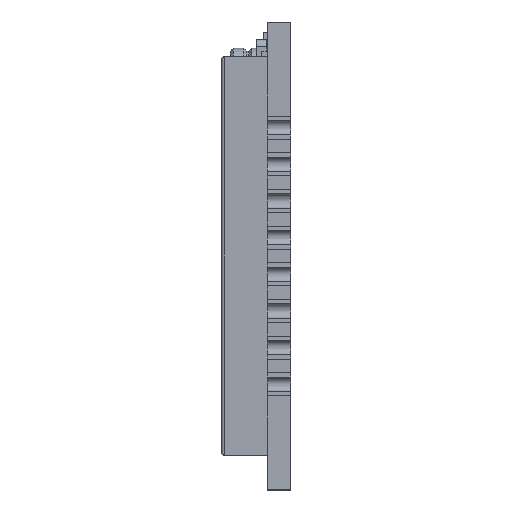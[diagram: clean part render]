
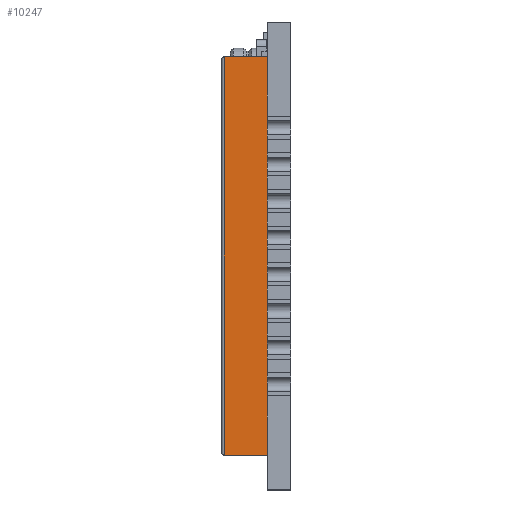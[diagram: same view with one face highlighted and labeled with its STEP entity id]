
A CAD part, left-side view. The second image highlights one B-rep face of the part: STEP entity #10247.
In plain terms, the highlighted planar face has unit normal (-1, 0, 0).
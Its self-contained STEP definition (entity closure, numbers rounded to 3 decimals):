
#128 = CARTESIAN_POINT ( 'NONE',  ( -10.2, 2.3, 6.9 ) ) ;
#453 = ORIENTED_EDGE ( 'NONE', *, *, #16622, .T. ) ;
#1294 = CARTESIAN_POINT ( 'NONE',  ( -10.2, 2.4, 6.9 ) ) ;
#2192 = EDGE_CURVE ( 'NONE', #17422, #8353, #17400, .T. ) ;
#3212 = VECTOR ( 'NONE', #16026, 1000. ) ;
#3957 = ORIENTED_EDGE ( 'NONE', *, *, #14903, .F. ) ;
#4855 = ORIENTED_EDGE ( 'NONE', *, *, #15871, .T. ) ;
#5093 = CARTESIAN_POINT ( 'NONE',  ( -10.2, 2.3, 6.9 ) ) ;
#6292 = CARTESIAN_POINT ( 'NONE',  ( -10.2, 0.8, 6.9 ) ) ;
#6596 = CARTESIAN_POINT ( 'NONE',  ( -10.2, 0.8, 6.9 ) ) ;
#6976 = AXIS2_PLACEMENT_3D ( 'NONE', #1294, #13646, #8349 ) ;
#7096 = LINE ( 'NONE', #7175, #17348 ) ;
#7175 = CARTESIAN_POINT ( 'NONE',  ( -10.2, 2.4, 6.9 ) ) ;
#7557 = CARTESIAN_POINT ( 'NONE',  ( -10.2, 0.8, -6.9 ) ) ;
#7802 = LINE ( 'NONE', #6292, #16256 ) ;
#8069 = PLANE ( 'NONE',  #6976 ) ;
#8349 = DIRECTION ( 'NONE',  ( 0., 0., -1. ) ) ;
#8353 = VERTEX_POINT ( 'NONE', #9441 ) ;
#8809 = CARTESIAN_POINT ( 'NONE',  ( -10.2, 2.4, -6.9 ) ) ;
#9441 = CARTESIAN_POINT ( 'NONE',  ( -10.2, 2.3, -6.9 ) ) ;
#9788 = VERTEX_POINT ( 'NONE', #6596 ) ;
#10222 = LINE ( 'NONE', #8809, #10721 ) ;
#10247 = ADVANCED_FACE ( 'NONE', ( #12430 ), #8069, .F. ) ;
#10721 = VECTOR ( 'NONE', #11476, 1000. ) ;
#11476 = DIRECTION ( 'NONE',  ( 0., -1., 0. ) ) ;
#12430 = FACE_OUTER_BOUND ( 'NONE', #13165, .T. ) ;
#12522 = DIRECTION ( 'NONE',  ( 0., -1., 0. ) ) ;
#12579 = ORIENTED_EDGE ( 'NONE', *, *, #2192, .T. ) ;
#13165 = EDGE_LOOP ( 'NONE', ( #3957, #12579, #4855, #453 ) ) ;
#13646 = DIRECTION ( 'NONE',  ( 1., 0., 0. ) ) ;
#13902 = VERTEX_POINT ( 'NONE', #7557 ) ;
#14903 = EDGE_CURVE ( 'NONE', #17422, #9788, #7096, .T. ) ;
#15871 = EDGE_CURVE ( 'NONE', #8353, #13902, #10222, .T. ) ;
#16026 = DIRECTION ( 'NONE',  ( 0., 0., -1. ) ) ;
#16256 = VECTOR ( 'NONE', #17200, 1000. ) ;
#16622 = EDGE_CURVE ( 'NONE', #13902, #9788, #7802, .T. ) ;
#17200 = DIRECTION ( 'NONE',  ( 0., 0., 1. ) ) ;
#17348 = VECTOR ( 'NONE', #12522, 1000. ) ;
#17400 = LINE ( 'NONE', #5093, #3212 ) ;
#17422 = VERTEX_POINT ( 'NONE', #128 ) ;
